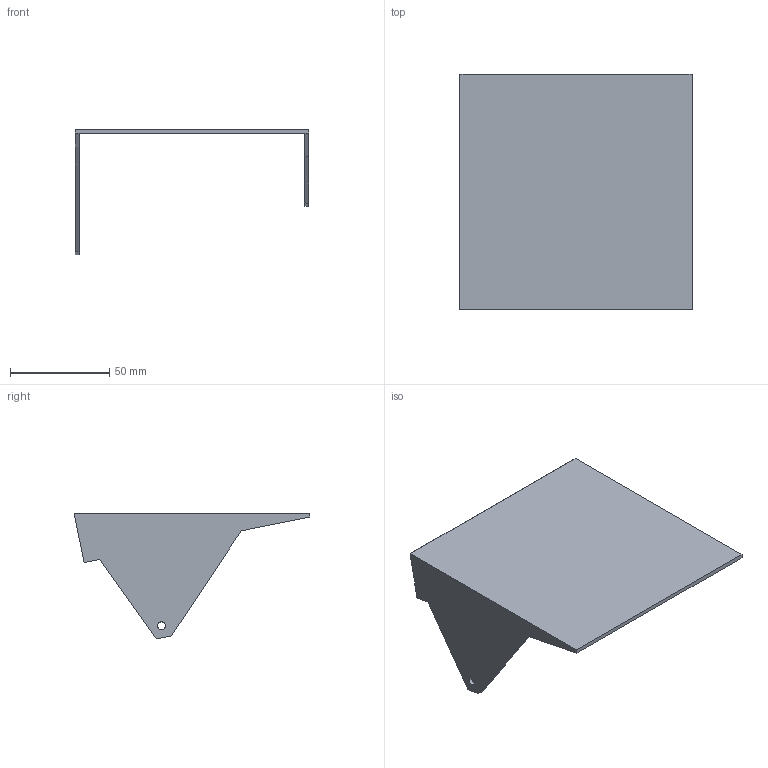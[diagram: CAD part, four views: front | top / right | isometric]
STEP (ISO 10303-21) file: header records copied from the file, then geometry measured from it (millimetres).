
FILE_DESCRIPTION(/* description */ (''),/* implementation_level */ '2;1');
FILE_NAME(/* name */ 'Fan Duct.step',/* time_stamp */ '2020-06-08T20:50:25-05:00',/* author */ (''),/* organization */ (''),/* preprocessor_version */ 'ST-DEVELOPER v18.1',/* originating_system */ 'Autodesk Translation Framework v9.3.0.1241',/* authorisation */ '');
FILE_SCHEMA (('AUTOMOTIVE_DESIGN { 1 0 10303 214 3 1 1 }'));
Length unit declared in the file: millimetre
Products named in the file (1): Fan Duct
Bounding box: 118 x 119.04 x 63.57 mm (x, y, z)
Volume: 38211.7 mm3; surface area: 39425.7 mm2
Topology: 1 solids, 1 shells, 23 faces, 61 edges, 40 vertices
Faces by surface type: plane 21, cylinder 2
Full cylindrical faces by diameter (mm): 4 x1, 4.5 x1
Entity records: 744 total; most frequent: CARTESIAN_POINT 125, ORIENTED_EDGE 122, DIRECTION 113, EDGE_CURVE 61, LINE 57, VECTOR 57, VERTEX_POINT 40, AXIS2_PLACEMENT_3D 28
